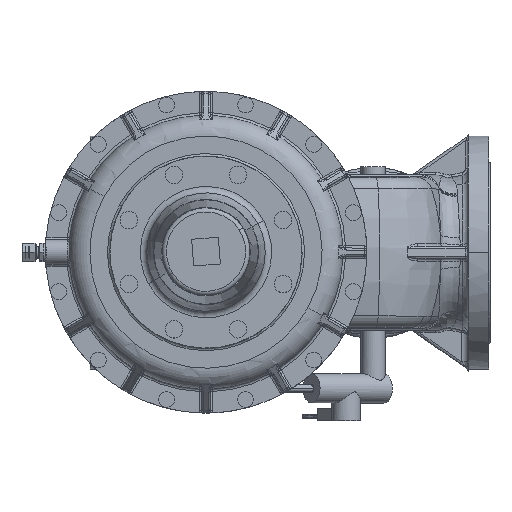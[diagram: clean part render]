
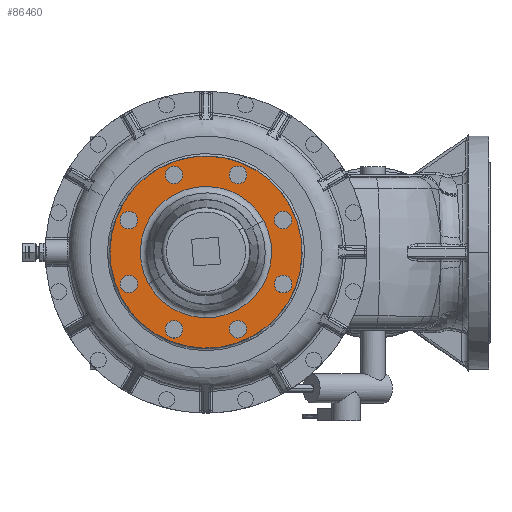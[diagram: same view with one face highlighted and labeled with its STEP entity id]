
A CAD part, top view. The second image highlights one B-rep face of the part: STEP entity #86460.
In plain terms, the highlighted planar face has unit normal (0, 0, 1).
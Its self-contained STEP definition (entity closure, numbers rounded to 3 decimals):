
#86034=CARTESIAN_POINT('Vertex',(100.922,55.134,388.)) ;
#86037=CARTESIAN_POINT('Axis2P3D Location',(0.,0.,388.)) ;
#86041=CARTESIAN_POINT('Vertex',(-100.922,-55.134,388.)) ;
#86057=CARTESIAN_POINT('Axis2P3D Location',(0.,0.,388.)) ;
#86289=CARTESIAN_POINT('Axis2P3D Location',(-78.639,0.,388.)) ;
#86298=CARTESIAN_POINT('Axis2P3D Location',(-92.388,-38.268,388.)) ;
#86302=CARTESIAN_POINT('Vertex',(-102.888,-38.268,388.)) ;
#86304=CARTESIAN_POINT('Vertex',(-81.888,-38.268,388.)) ;
#86307=CARTESIAN_POINT('Axis2P3D Location',(-92.388,-38.268,388.)) ;
#86316=CARTESIAN_POINT('Axis2P3D Location',(0.,0.,388.)) ;
#86320=CARTESIAN_POINT('Vertex',(-69.012,-37.701,388.)) ;
#86322=CARTESIAN_POINT('Vertex',(69.012,37.701,388.)) ;
#86325=CARTESIAN_POINT('Axis2P3D Location',(0.,0.,388.)) ;
#86334=CARTESIAN_POINT('Axis2P3D Location',(-38.268,-92.388,388.)) ;
#86338=CARTESIAN_POINT('Vertex',(-30.844,-84.963,388.)) ;
#86340=CARTESIAN_POINT('Vertex',(-45.693,-99.813,388.)) ;
#86343=CARTESIAN_POINT('Axis2P3D Location',(-38.268,-92.388,388.)) ;
#86352=CARTESIAN_POINT('Axis2P3D Location',(38.268,-92.388,388.)) ;
#86356=CARTESIAN_POINT('Vertex',(38.268,-81.888,388.)) ;
#86358=CARTESIAN_POINT('Vertex',(38.268,-102.888,388.)) ;
#86361=CARTESIAN_POINT('Axis2P3D Location',(38.268,-92.388,388.)) ;
#86370=CARTESIAN_POINT('Axis2P3D Location',(92.388,-38.268,388.)) ;
#86374=CARTESIAN_POINT('Vertex',(84.963,-30.844,388.)) ;
#86376=CARTESIAN_POINT('Vertex',(99.813,-45.693,388.)) ;
#86379=CARTESIAN_POINT('Axis2P3D Location',(92.388,-38.268,388.)) ;
#86388=CARTESIAN_POINT('Axis2P3D Location',(92.388,38.268,388.)) ;
#86392=CARTESIAN_POINT('Vertex',(81.888,38.268,388.)) ;
#86394=CARTESIAN_POINT('Vertex',(102.888,38.268,388.)) ;
#86397=CARTESIAN_POINT('Axis2P3D Location',(92.388,38.268,388.)) ;
#86406=CARTESIAN_POINT('Axis2P3D Location',(38.268,92.388,388.)) ;
#86410=CARTESIAN_POINT('Vertex',(30.844,84.963,388.)) ;
#86412=CARTESIAN_POINT('Vertex',(45.693,99.813,388.)) ;
#86415=CARTESIAN_POINT('Axis2P3D Location',(38.268,92.388,388.)) ;
#86424=CARTESIAN_POINT('Axis2P3D Location',(-38.268,92.388,388.)) ;
#86428=CARTESIAN_POINT('Vertex',(-38.268,81.888,388.)) ;
#86430=CARTESIAN_POINT('Vertex',(-38.268,102.888,388.)) ;
#86433=CARTESIAN_POINT('Axis2P3D Location',(-38.268,92.388,388.)) ;
#86442=CARTESIAN_POINT('Axis2P3D Location',(-92.388,38.268,388.)) ;
#86446=CARTESIAN_POINT('Vertex',(-84.963,30.844,388.)) ;
#86448=CARTESIAN_POINT('Vertex',(-99.813,45.693,388.)) ;
#86451=CARTESIAN_POINT('Axis2P3D Location',(-92.388,38.268,388.)) ;
#86038=DIRECTION('Axis2P3D Direction',(0.,-0.,1.)) ;
#86058=DIRECTION('Axis2P3D Direction',(0.,-0.,1.)) ;
#86290=DIRECTION('Axis2P3D Direction',(0.,0.,1.)) ;
#86291=DIRECTION('Axis2P3D XDirection',(0.,-1.,0.)) ;
#86299=DIRECTION('Axis2P3D Direction',(0.,0.,1.)) ;
#86308=DIRECTION('Axis2P3D Direction',(0.,0.,1.)) ;
#86317=DIRECTION('Axis2P3D Direction',(0.,0.,1.)) ;
#86326=DIRECTION('Axis2P3D Direction',(0.,0.,1.)) ;
#86335=DIRECTION('Axis2P3D Direction',(0.,0.,1.)) ;
#86344=DIRECTION('Axis2P3D Direction',(0.,0.,1.)) ;
#86353=DIRECTION('Axis2P3D Direction',(0.,0.,1.)) ;
#86362=DIRECTION('Axis2P3D Direction',(0.,0.,1.)) ;
#86371=DIRECTION('Axis2P3D Direction',(0.,0.,1.)) ;
#86380=DIRECTION('Axis2P3D Direction',(0.,0.,1.)) ;
#86389=DIRECTION('Axis2P3D Direction',(0.,0.,1.)) ;
#86398=DIRECTION('Axis2P3D Direction',(0.,0.,1.)) ;
#86407=DIRECTION('Axis2P3D Direction',(0.,0.,1.)) ;
#86416=DIRECTION('Axis2P3D Direction',(0.,0.,1.)) ;
#86425=DIRECTION('Axis2P3D Direction',(0.,0.,1.)) ;
#86434=DIRECTION('Axis2P3D Direction',(0.,0.,1.)) ;
#86443=DIRECTION('Axis2P3D Direction',(0.,0.,1.)) ;
#86452=DIRECTION('Axis2P3D Direction',(0.,0.,1.)) ;
#86039=AXIS2_PLACEMENT_3D('Circle Axis2P3D',#86037,#86038,$) ;
#86059=AXIS2_PLACEMENT_3D('Circle Axis2P3D',#86057,#86058,$) ;
#86292=AXIS2_PLACEMENT_3D('Plane Axis2P3D',#86289,#86290,#86291) ;
#86300=AXIS2_PLACEMENT_3D('Circle Axis2P3D',#86298,#86299,$) ;
#86309=AXIS2_PLACEMENT_3D('Circle Axis2P3D',#86307,#86308,$) ;
#86318=AXIS2_PLACEMENT_3D('Circle Axis2P3D',#86316,#86317,$) ;
#86327=AXIS2_PLACEMENT_3D('Circle Axis2P3D',#86325,#86326,$) ;
#86336=AXIS2_PLACEMENT_3D('Circle Axis2P3D',#86334,#86335,$) ;
#86345=AXIS2_PLACEMENT_3D('Circle Axis2P3D',#86343,#86344,$) ;
#86354=AXIS2_PLACEMENT_3D('Circle Axis2P3D',#86352,#86353,$) ;
#86363=AXIS2_PLACEMENT_3D('Circle Axis2P3D',#86361,#86362,$) ;
#86372=AXIS2_PLACEMENT_3D('Circle Axis2P3D',#86370,#86371,$) ;
#86381=AXIS2_PLACEMENT_3D('Circle Axis2P3D',#86379,#86380,$) ;
#86390=AXIS2_PLACEMENT_3D('Circle Axis2P3D',#86388,#86389,$) ;
#86399=AXIS2_PLACEMENT_3D('Circle Axis2P3D',#86397,#86398,$) ;
#86408=AXIS2_PLACEMENT_3D('Circle Axis2P3D',#86406,#86407,$) ;
#86417=AXIS2_PLACEMENT_3D('Circle Axis2P3D',#86415,#86416,$) ;
#86426=AXIS2_PLACEMENT_3D('Circle Axis2P3D',#86424,#86425,$) ;
#86435=AXIS2_PLACEMENT_3D('Circle Axis2P3D',#86433,#86434,$) ;
#86444=AXIS2_PLACEMENT_3D('Circle Axis2P3D',#86442,#86443,$) ;
#86453=AXIS2_PLACEMENT_3D('Circle Axis2P3D',#86451,#86452,$) ;
#86295=ORIENTED_EDGE('',*,*,#86061,.T.) ;
#86296=ORIENTED_EDGE('',*,*,#86043,.T.) ;
#86313=ORIENTED_EDGE('',*,*,#86306,.F.) ;
#86314=ORIENTED_EDGE('',*,*,#86311,.F.) ;
#86331=ORIENTED_EDGE('',*,*,#86324,.F.) ;
#86332=ORIENTED_EDGE('',*,*,#86329,.F.) ;
#86349=ORIENTED_EDGE('',*,*,#86342,.F.) ;
#86350=ORIENTED_EDGE('',*,*,#86347,.F.) ;
#86367=ORIENTED_EDGE('',*,*,#86360,.F.) ;
#86368=ORIENTED_EDGE('',*,*,#86365,.F.) ;
#86385=ORIENTED_EDGE('',*,*,#86378,.F.) ;
#86386=ORIENTED_EDGE('',*,*,#86383,.F.) ;
#86403=ORIENTED_EDGE('',*,*,#86396,.F.) ;
#86404=ORIENTED_EDGE('',*,*,#86401,.F.) ;
#86421=ORIENTED_EDGE('',*,*,#86414,.F.) ;
#86422=ORIENTED_EDGE('',*,*,#86419,.F.) ;
#86439=ORIENTED_EDGE('',*,*,#86432,.F.) ;
#86440=ORIENTED_EDGE('',*,*,#86437,.F.) ;
#86457=ORIENTED_EDGE('',*,*,#86450,.F.) ;
#86458=ORIENTED_EDGE('',*,*,#86455,.F.) ;
#86315=FACE_BOUND('',#86312,.T.) ;
#86333=FACE_BOUND('',#86330,.T.) ;
#86351=FACE_BOUND('',#86348,.T.) ;
#86369=FACE_BOUND('',#86366,.T.) ;
#86387=FACE_BOUND('',#86384,.T.) ;
#86405=FACE_BOUND('',#86402,.T.) ;
#86423=FACE_BOUND('',#86420,.T.) ;
#86441=FACE_BOUND('',#86438,.T.) ;
#86459=FACE_BOUND('',#86456,.T.) ;
#86460=ADVANCED_FACE('Brep With Voids',(#86297,#86315,#86333,#86351,#86369,#86387,#86405,#86423,#86441,#86459),#86293,.T.) ;
#86040=CIRCLE('generated circle',#86039,115.) ;
#86060=CIRCLE('generated circle',#86059,115.) ;
#86301=CIRCLE('generated circle',#86300,10.5) ;
#86310=CIRCLE('generated circle',#86309,10.5) ;
#86319=CIRCLE('generated circle',#86318,78.639) ;
#86328=CIRCLE('generated circle',#86327,78.639) ;
#86337=CIRCLE('generated circle',#86336,10.5) ;
#86346=CIRCLE('generated circle',#86345,10.5) ;
#86355=CIRCLE('generated circle',#86354,10.5) ;
#86364=CIRCLE('generated circle',#86363,10.5) ;
#86373=CIRCLE('generated circle',#86372,10.5) ;
#86382=CIRCLE('generated circle',#86381,10.5) ;
#86391=CIRCLE('generated circle',#86390,10.5) ;
#86400=CIRCLE('generated circle',#86399,10.5) ;
#86409=CIRCLE('generated circle',#86408,10.5) ;
#86418=CIRCLE('generated circle',#86417,10.5) ;
#86427=CIRCLE('generated circle',#86426,10.5) ;
#86436=CIRCLE('generated circle',#86435,10.5) ;
#86445=CIRCLE('generated circle',#86444,10.5) ;
#86454=CIRCLE('generated circle',#86453,10.5) ;
#86043=EDGE_CURVE('',#86042,#86035,#86040,.T.) ;
#86061=EDGE_CURVE('',#86035,#86042,#86060,.T.) ;
#86306=EDGE_CURVE('',#86303,#86305,#86301,.T.) ;
#86311=EDGE_CURVE('',#86305,#86303,#86310,.T.) ;
#86324=EDGE_CURVE('',#86321,#86323,#86319,.T.) ;
#86329=EDGE_CURVE('',#86323,#86321,#86328,.T.) ;
#86342=EDGE_CURVE('',#86339,#86341,#86337,.T.) ;
#86347=EDGE_CURVE('',#86341,#86339,#86346,.T.) ;
#86360=EDGE_CURVE('',#86357,#86359,#86355,.T.) ;
#86365=EDGE_CURVE('',#86359,#86357,#86364,.T.) ;
#86378=EDGE_CURVE('',#86375,#86377,#86373,.T.) ;
#86383=EDGE_CURVE('',#86377,#86375,#86382,.T.) ;
#86396=EDGE_CURVE('',#86393,#86395,#86391,.T.) ;
#86401=EDGE_CURVE('',#86395,#86393,#86400,.T.) ;
#86414=EDGE_CURVE('',#86411,#86413,#86409,.T.) ;
#86419=EDGE_CURVE('',#86413,#86411,#86418,.T.) ;
#86432=EDGE_CURVE('',#86429,#86431,#86427,.T.) ;
#86437=EDGE_CURVE('',#86431,#86429,#86436,.T.) ;
#86450=EDGE_CURVE('',#86447,#86449,#86445,.T.) ;
#86455=EDGE_CURVE('',#86449,#86447,#86454,.T.) ;
#86294=EDGE_LOOP('',(#86295,#86296)) ;
#86312=EDGE_LOOP('',(#86313,#86314)) ;
#86330=EDGE_LOOP('',(#86331,#86332)) ;
#86348=EDGE_LOOP('',(#86349,#86350)) ;
#86366=EDGE_LOOP('',(#86367,#86368)) ;
#86384=EDGE_LOOP('',(#86385,#86386)) ;
#86402=EDGE_LOOP('',(#86403,#86404)) ;
#86420=EDGE_LOOP('',(#86421,#86422)) ;
#86438=EDGE_LOOP('',(#86439,#86440)) ;
#86456=EDGE_LOOP('',(#86457,#86458)) ;
#86297=FACE_OUTER_BOUND('',#86294,.T.) ;
#86293=PLANE('',#86292) ;
#86035=VERTEX_POINT('',#86034) ;
#86042=VERTEX_POINT('',#86041) ;
#86303=VERTEX_POINT('',#86302) ;
#86305=VERTEX_POINT('',#86304) ;
#86321=VERTEX_POINT('',#86320) ;
#86323=VERTEX_POINT('',#86322) ;
#86339=VERTEX_POINT('',#86338) ;
#86341=VERTEX_POINT('',#86340) ;
#86357=VERTEX_POINT('',#86356) ;
#86359=VERTEX_POINT('',#86358) ;
#86375=VERTEX_POINT('',#86374) ;
#86377=VERTEX_POINT('',#86376) ;
#86393=VERTEX_POINT('',#86392) ;
#86395=VERTEX_POINT('',#86394) ;
#86411=VERTEX_POINT('',#86410) ;
#86413=VERTEX_POINT('',#86412) ;
#86429=VERTEX_POINT('',#86428) ;
#86431=VERTEX_POINT('',#86430) ;
#86447=VERTEX_POINT('',#86446) ;
#86449=VERTEX_POINT('',#86448) ;
